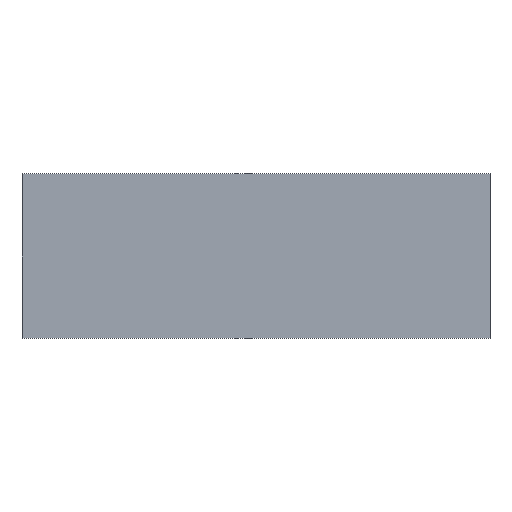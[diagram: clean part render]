
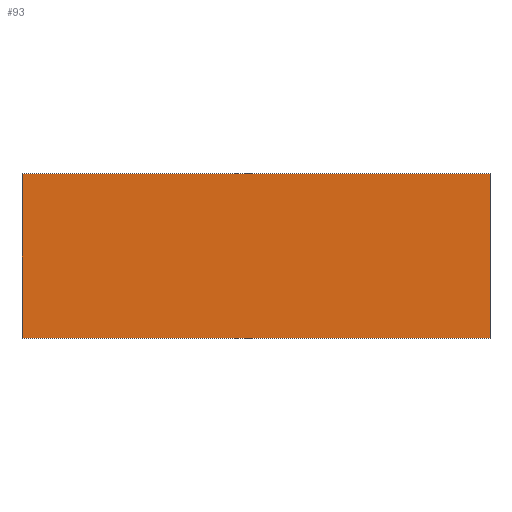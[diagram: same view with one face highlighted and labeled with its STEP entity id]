
A CAD part, front view. The second image highlights one B-rep face of the part: STEP entity #93.
In plain terms, the highlighted face is planar.
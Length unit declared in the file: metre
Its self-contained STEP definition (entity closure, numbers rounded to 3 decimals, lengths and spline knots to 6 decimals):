
#5 = CARTESIAN_POINT ( 'NONE',  ( 0.022335, 0.03, -0.02 ) ) ;
#26 = EDGE_CURVE ( 'NONE', #1930, #1663, #646, .T. ) ;
#93 = ADVANCED_FACE ( 'NONE', ( #764 ), #790, .F. ) ;
#99 = CARTESIAN_POINT ( 'NONE',  ( 0.007779, 0.03, -0.02 ) ) ;
#120 = VECTOR ( 'NONE', #284, 1. ) ;
#230 = DIRECTION ( 'NONE',  ( 0., -1., 0. ) ) ;
#233 = CARTESIAN_POINT ( 'NONE',  ( -0.227665, -0.058032, -0.02 ) ) ;
#284 = DIRECTION ( 'NONE',  ( 0., 1., 0. ) ) ;
#359 = EDGE_CURVE ( 'NONE', #579, #1663, #1228, .T. ) ;
#388 = AXIS2_PLACEMENT_3D ( 'NONE', #1111, #1583, #1411 ) ;
#448 = ORIENTED_EDGE ( 'NONE', *, *, #26, .T. ) ;
#537 = CARTESIAN_POINT ( 'NONE',  ( -0.227665, 0., -0.02 ) ) ;
#579 = VERTEX_POINT ( 'NONE', #754 ) ;
#646 = LINE ( 'NONE', #1213, #1578 ) ;
#710 = ORIENTED_EDGE ( 'NONE', *, *, #1653, .F. ) ;
#737 = VERTEX_POINT ( 'NONE', #5 ) ;
#754 = CARTESIAN_POINT ( 'NONE',  ( -0.227665, 0.03, -0.02 ) ) ;
#764 = FACE_OUTER_BOUND ( 'NONE', #1068, .T. ) ;
#790 = PLANE ( 'NONE',  #388 ) ;
#816 = LINE ( 'NONE', #1628, #120 ) ;
#946 = ORIENTED_EDGE ( 'NONE', *, *, #1208, .F. ) ;
#979 = LINE ( 'NONE', #99, #1970 ) ;
#1068 = EDGE_LOOP ( 'NONE', ( #710, #946, #448, #1733 ) ) ;
#1111 = CARTESIAN_POINT ( 'NONE',  ( -0.012221, 0., -0.02 ) ) ;
#1208 = EDGE_CURVE ( 'NONE', #1930, #737, #816, .T. ) ;
#1213 = CARTESIAN_POINT ( 'NONE',  ( 0.007779, -0.058032, -0.02 ) ) ;
#1228 = LINE ( 'NONE', #537, #1949 ) ;
#1242 = DIRECTION ( 'NONE',  ( -1., 0., 0. ) ) ;
#1411 = DIRECTION ( 'NONE',  ( 0., -1., 0. ) ) ;
#1482 = DIRECTION ( 'NONE',  ( -1., 0., 0. ) ) ;
#1542 = CARTESIAN_POINT ( 'NONE',  ( 0.022335, -0.058032, -0.02 ) ) ;
#1578 = VECTOR ( 'NONE', #1242, 1. ) ;
#1583 = DIRECTION ( 'NONE',  ( 0., 0., 1. ) ) ;
#1628 = CARTESIAN_POINT ( 'NONE',  ( 0.022335, -0.058032, -0.02 ) ) ;
#1653 = EDGE_CURVE ( 'NONE', #737, #579, #979, .T. ) ;
#1663 = VERTEX_POINT ( 'NONE', #233 ) ;
#1733 = ORIENTED_EDGE ( 'NONE', *, *, #359, .F. ) ;
#1930 = VERTEX_POINT ( 'NONE', #1542 ) ;
#1949 = VECTOR ( 'NONE', #230, 1. ) ;
#1970 = VECTOR ( 'NONE', #1482, 1. ) ;
